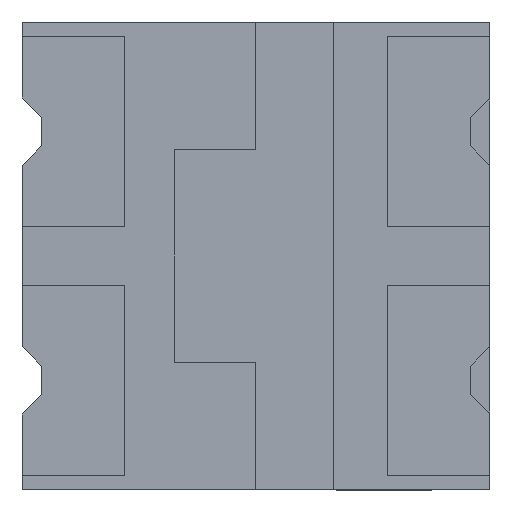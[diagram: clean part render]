
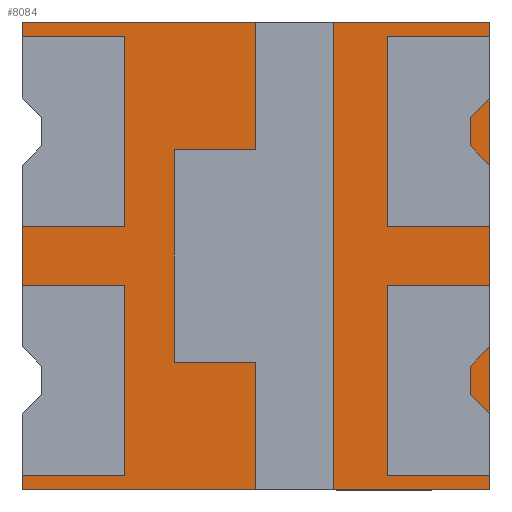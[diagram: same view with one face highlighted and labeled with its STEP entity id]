
A CAD part, front view. The second image highlights one B-rep face of the part: STEP entity #8084.
In plain terms, the highlighted planar face has unit normal (0, 1, 0).
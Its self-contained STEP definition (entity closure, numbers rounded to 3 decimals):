
#15 = CARTESIAN_POINT ( 'NONE',  ( -0.8, -0.125, 0.8 ) ) ;
#113 = CARTESIAN_POINT ( 'NONE',  ( -0.8, -0.125, 0.544 ) ) ;
#239 = VERTEX_POINT ( 'NONE', #1577 ) ;
#310 = ORIENTED_EDGE ( 'NONE', *, *, #4651, .F. ) ;
#557 = EDGE_CURVE ( 'NONE', #3513, #4721, #5913, .T. ) ;
#809 = CARTESIAN_POINT ( 'NONE',  ( 0.724, -0.125, -0.375 ) ) ;
#859 = ORIENTED_EDGE ( 'NONE', *, *, #557, .F. ) ;
#916 = EDGE_CURVE ( 'NONE', #239, #5565, #2866, .T. ) ;
#1179 = DIRECTION ( 'NONE',  ( 0., 1., 0. ) ) ;
#1234 = CARTESIAN_POINT ( 'NONE',  ( 0.8, -0.125, 0.8 ) ) ;
#1311 = DIRECTION ( 'NONE',  ( 0., 0., -1. ) ) ;
#1323 = DIRECTION ( 'NONE',  ( 0., 0., 1. ) ) ;
#1337 = AXIS2_PLACEMENT_3D ( 'NONE', #4720, #9078, #12368 ) ;
#1468 = PLANE ( 'NONE',  #12726 ) ;
#1538 = CARTESIAN_POINT ( 'NONE',  ( -0.8, -0.125, 0.8 ) ) ;
#1577 = CARTESIAN_POINT ( 'NONE',  ( -0.8, -0.125, -0.306 ) ) ;
#1609 = EDGE_CURVE ( 'NONE', #4721, #11888, #12393, .T. ) ;
#1787 = ORIENTED_EDGE ( 'NONE', *, *, #8060, .T. ) ;
#1897 = CARTESIAN_POINT ( 'NONE',  ( 0.755, -0.125, 0.523 ) ) ;
#2417 = ORIENTED_EDGE ( 'NONE', *, *, #12215, .F. ) ;
#2445 = VECTOR ( 'NONE', #12655, 1000. ) ;
#2473 = ORIENTED_EDGE ( 'NONE', *, *, #8604, .F. ) ;
#2655 = LINE ( 'NONE', #3944, #5431 ) ;
#2674 = LINE ( 'NONE', #1538, #6326 ) ;
#2686 = CARTESIAN_POINT ( 'NONE',  ( 0.8, -0.125, -0.306 ) ) ;
#2807 = CARTESIAN_POINT ( 'NONE',  ( 0.8, -0.125, -0.544 ) ) ;
#2866 = CIRCLE ( 'NONE', #10869, 0.131 ) ;
#3113 = CARTESIAN_POINT ( 'NONE',  ( 0.755, -0.125, 0.327 ) ) ;
#3367 = LINE ( 'NONE', #5373, #7942 ) ;
#3388 = CIRCLE ( 'NONE', #1337, 0.131 ) ;
#3512 = CARTESIAN_POINT ( 'NONE',  ( 0.267, -0.125, 0.8 ) ) ;
#3513 = VERTEX_POINT ( 'NONE', #13846 ) ;
#3533 = CARTESIAN_POINT ( 'NONE',  ( -0.8, -0.125, 0.8 ) ) ;
#3944 = CARTESIAN_POINT ( 'NONE',  ( -1.5, -0.125, -0.8 ) ) ;
#3992 = B_SPLINE_CURVE_WITH_KNOTS ( 'NONE', 3,
 ( #2807, #10600, #4093, #809, #5172, #12810 ),
 .UNSPECIFIED., .F., .F.,
 ( 4, 2, 4 ),
 ( 0., 0.5, 1. ),
 .UNSPECIFIED. ) ;
#4051 = CARTESIAN_POINT ( 'NONE',  ( 0.724, -0.125, 0.475 ) ) ;
#4093 = CARTESIAN_POINT ( 'NONE',  ( 0.724, -0.125, -0.475 ) ) ;
#4259 = CARTESIAN_POINT ( 'NONE',  ( -0.8, -0.125, -0.8 ) ) ;
#4316 = LINE ( 'NONE', #13029, #5476 ) ;
#4579 = EDGE_CURVE ( 'NONE', #9009, #7298, #2655, .T. ) ;
#4651 = EDGE_CURVE ( 'NONE', #14002, #3513, #12521, .T. ) ;
#4720 = CARTESIAN_POINT ( 'NONE',  ( -0.854, -0.125, 0.425 ) ) ;
#4721 = VERTEX_POINT ( 'NONE', #11375 ) ;
#4879 = DIRECTION ( 'NONE',  ( -1., 0., 0. ) ) ;
#4895 = LINE ( 'NONE', #3533, #4971 ) ;
#4971 = VECTOR ( 'NONE', #12250, 1000. ) ;
#5060 = CARTESIAN_POINT ( 'NONE',  ( 0.8, -0.125, -0.544 ) ) ;
#5071 = CARTESIAN_POINT ( 'NONE',  ( -0.8, -0.125, 0.306 ) ) ;
#5084 = VERTEX_POINT ( 'NONE', #5060 ) ;
#5172 = CARTESIAN_POINT ( 'NONE',  ( 0.755, -0.125, -0.327 ) ) ;
#5206 = ORIENTED_EDGE ( 'NONE', *, *, #1609, .F. ) ;
#5373 = CARTESIAN_POINT ( 'NONE',  ( 0.8, -0.125, 0.8 ) ) ;
#5431 = VECTOR ( 'NONE', #4879, 1000. ) ;
#5476 = VECTOR ( 'NONE', #10898, 1000. ) ;
#5565 = VERTEX_POINT ( 'NONE', #7044 ) ;
#5913 = B_SPLINE_CURVE_WITH_KNOTS ( 'NONE', 3,
 ( #11899, #3113, #11620, #4051, #1897, #7394 ),
 .UNSPECIFIED., .F., .F.,
 ( 4, 2, 4 ),
 ( 0., 0.5, 1. ),
 .UNSPECIFIED. ) ;
#5968 = B_SPLINE_CURVE_WITH_KNOTS ( 'NONE', 3,
 ( #1234, #3512, #7863, #15 ),
 .UNSPECIFIED., .F., .F.,
 ( 4, 4 ),
 ( 0., 1. ),
 .UNSPECIFIED. ) ;
#6326 = VECTOR ( 'NONE', #1323, 1000. ) ;
#6422 = VERTEX_POINT ( 'NONE', #113 ) ;
#6866 = ORIENTED_EDGE ( 'NONE', *, *, #916, .F. ) ;
#7024 = EDGE_LOOP ( 'NONE', ( #8770, #6866, #1787, #12835, #14099, #7332, #5206, #859, #310, #2417, #2473, #8820 ) ) ;
#7044 = CARTESIAN_POINT ( 'NONE',  ( -0.8, -0.125, -0.544 ) ) ;
#7098 = DIRECTION ( 'NONE',  ( 0., 0., -1. ) ) ;
#7242 = VERTEX_POINT ( 'NONE', #9270 ) ;
#7298 = VERTEX_POINT ( 'NONE', #4259 ) ;
#7332 = ORIENTED_EDGE ( 'NONE', *, *, #10355, .F. ) ;
#7394 = CARTESIAN_POINT ( 'NONE',  ( 0.8, -0.125, 0.544 ) ) ;
#7506 = DIRECTION ( 'NONE',  ( 0., 0., 1. ) ) ;
#7863 = CARTESIAN_POINT ( 'NONE',  ( -0.267, -0.125, 0.8 ) ) ;
#7942 = VECTOR ( 'NONE', #7506, 1000. ) ;
#7962 = VERTEX_POINT ( 'NONE', #5071 ) ;
#7998 = EDGE_CURVE ( 'NONE', #7298, #5565, #2674, .T. ) ;
#8060 = EDGE_CURVE ( 'NONE', #239, #7962, #4895, .T. ) ;
#8084 = ADVANCED_FACE ( 'NONE', ( #10109 ), #1468, .F. ) ;
#8604 = EDGE_CURVE ( 'NONE', #9009, #5084, #3367, .T. ) ;
#8770 = ORIENTED_EDGE ( 'NONE', *, *, #7998, .T. ) ;
#8820 = ORIENTED_EDGE ( 'NONE', *, *, #4579, .T. ) ;
#9009 = VERTEX_POINT ( 'NONE', #12383 ) ;
#9078 = DIRECTION ( 'NONE',  ( 0., 1., 0. ) ) ;
#9270 = CARTESIAN_POINT ( 'NONE',  ( -0.8, -0.125, 0.8 ) ) ;
#9318 = DIRECTION ( 'NONE',  ( 0., -1., 0. ) ) ;
#9345 = EDGE_CURVE ( 'NONE', #6422, #7962, #3388, .T. ) ;
#10109 = FACE_OUTER_BOUND ( 'NONE', #7024, .T. ) ;
#10319 = CARTESIAN_POINT ( 'NONE',  ( 0.8, -0.125, 0.8 ) ) ;
#10355 = EDGE_CURVE ( 'NONE', #11888, #7242, #5968, .T. ) ;
#10404 = VECTOR ( 'NONE', #13538, 1000. ) ;
#10600 = CARTESIAN_POINT ( 'NONE',  ( 0.755, -0.125, -0.523 ) ) ;
#10869 = AXIS2_PLACEMENT_3D ( 'NONE', #12173, #1179, #1311 ) ;
#10898 = DIRECTION ( 'NONE',  ( 0., 0., 1. ) ) ;
#11301 = CARTESIAN_POINT ( 'NONE',  ( 0.8, -0.125, 0.8 ) ) ;
#11375 = CARTESIAN_POINT ( 'NONE',  ( 0.8, -0.125, 0.544 ) ) ;
#11620 = CARTESIAN_POINT ( 'NONE',  ( 0.724, -0.125, 0.375 ) ) ;
#11741 = EDGE_CURVE ( 'NONE', #6422, #7242, #4316, .T. ) ;
#11888 = VERTEX_POINT ( 'NONE', #10319 ) ;
#11899 = CARTESIAN_POINT ( 'NONE',  ( 0.8, -0.125, 0.306 ) ) ;
#12173 = CARTESIAN_POINT ( 'NONE',  ( -0.854, -0.125, -0.425 ) ) ;
#12215 = EDGE_CURVE ( 'NONE', #5084, #14002, #3992, .T. ) ;
#12250 = DIRECTION ( 'NONE',  ( 0., 0., 1. ) ) ;
#12368 = DIRECTION ( 'NONE',  ( 0., 0., -1. ) ) ;
#12383 = CARTESIAN_POINT ( 'NONE',  ( 0.8, -0.125, -0.8 ) ) ;
#12393 = LINE ( 'NONE', #13389, #10404 ) ;
#12521 = LINE ( 'NONE', #11301, #2445 ) ;
#12655 = DIRECTION ( 'NONE',  ( 0., 0., 1. ) ) ;
#12726 = AXIS2_PLACEMENT_3D ( 'NONE', #12812, #9318, #7098 ) ;
#12810 = CARTESIAN_POINT ( 'NONE',  ( 0.8, -0.125, -0.306 ) ) ;
#12812 = CARTESIAN_POINT ( 'NONE',  ( -1.5, -0.125, 0.8 ) ) ;
#12835 = ORIENTED_EDGE ( 'NONE', *, *, #9345, .F. ) ;
#13029 = CARTESIAN_POINT ( 'NONE',  ( -0.8, -0.125, 0.8 ) ) ;
#13389 = CARTESIAN_POINT ( 'NONE',  ( 0.8, -0.125, 0.8 ) ) ;
#13538 = DIRECTION ( 'NONE',  ( 0., 0., 1. ) ) ;
#13846 = CARTESIAN_POINT ( 'NONE',  ( 0.8, -0.125, 0.306 ) ) ;
#14002 = VERTEX_POINT ( 'NONE', #2686 ) ;
#14099 = ORIENTED_EDGE ( 'NONE', *, *, #11741, .T. ) ;
